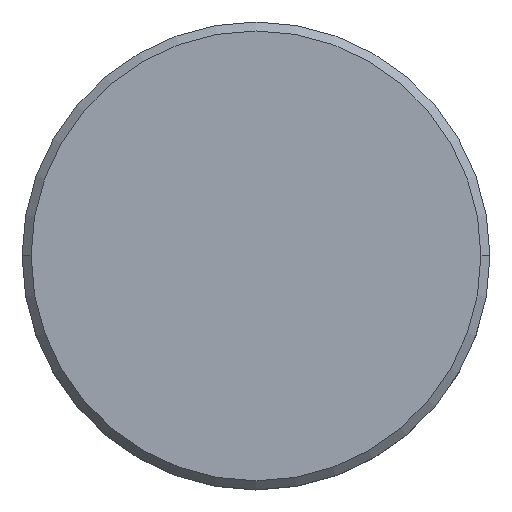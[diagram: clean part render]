
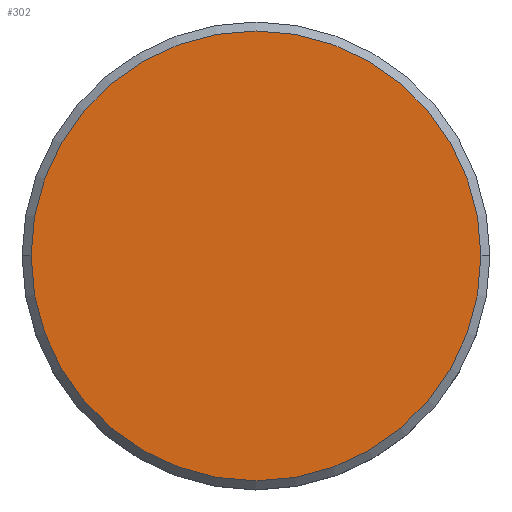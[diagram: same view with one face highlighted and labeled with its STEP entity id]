
A CAD part, top view. The second image highlights one B-rep face of the part: STEP entity #302.
In plain terms, the highlighted planar face has unit normal (0, 0, 1).
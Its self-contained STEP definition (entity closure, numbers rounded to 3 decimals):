
#15 = DIRECTION ( 'NONE',  ( 1., 0., 0. ) ) ;
#38 = CARTESIAN_POINT ( 'NONE',  ( 0., 0., 0. ) ) ;
#42 = EDGE_LOOP ( 'NONE', ( #1050, #809 ) ) ;
#109 = PLANE ( 'NONE',  #738 ) ;
#207 = CIRCLE ( 'NONE', #689, 12.5 ) ;
#302 = ADVANCED_FACE ( 'NONE', ( #425 ), #109, .T. ) ;
#371 = DIRECTION ( 'NONE',  ( 1., 0., 0. ) ) ;
#410 = CARTESIAN_POINT ( 'NONE',  ( 12.5, 0., 0. ) ) ;
#425 = FACE_OUTER_BOUND ( 'NONE', #42, .T. ) ;
#426 = AXIS2_PLACEMENT_3D ( 'NONE', #481, #825, #15 ) ;
#449 = VERTEX_POINT ( 'NONE', #552 ) ;
#452 = EDGE_CURVE ( 'NONE', #698, #449, #207, .T. ) ;
#481 = CARTESIAN_POINT ( 'NONE',  ( 0., 0., 0. ) ) ;
#552 = CARTESIAN_POINT ( 'NONE',  ( -12.5, 0., 0. ) ) ;
#607 = EDGE_CURVE ( 'NONE', #449, #698, #895, .T. ) ;
#635 = CARTESIAN_POINT ( 'NONE',  ( 0., 0., 0. ) ) ;
#674 = DIRECTION ( 'NONE',  ( 1., 0., 0. ) ) ;
#689 = AXIS2_PLACEMENT_3D ( 'NONE', #635, #793, #371 ) ;
#698 = VERTEX_POINT ( 'NONE', #410 ) ;
#738 = AXIS2_PLACEMENT_3D ( 'NONE', #38, #1018, #674 ) ;
#793 = DIRECTION ( 'NONE',  ( 0., 0., 1. ) ) ;
#809 = ORIENTED_EDGE ( 'NONE', *, *, #452, .T. ) ;
#825 = DIRECTION ( 'NONE',  ( 0., 0., 1. ) ) ;
#895 = CIRCLE ( 'NONE', #426, 12.5 ) ;
#1018 = DIRECTION ( 'NONE',  ( 0., 0., 1. ) ) ;
#1050 = ORIENTED_EDGE ( 'NONE', *, *, #607, .T. ) ;
